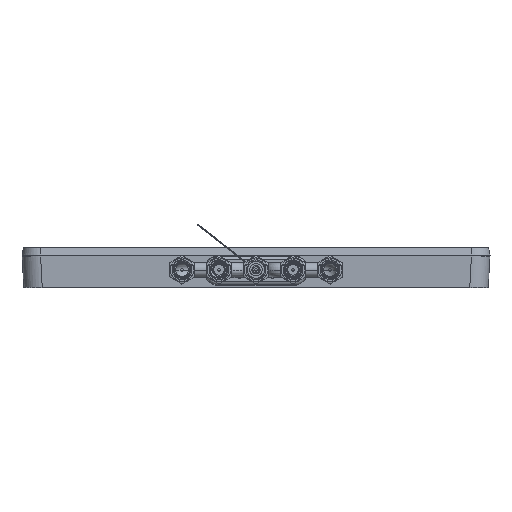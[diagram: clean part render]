
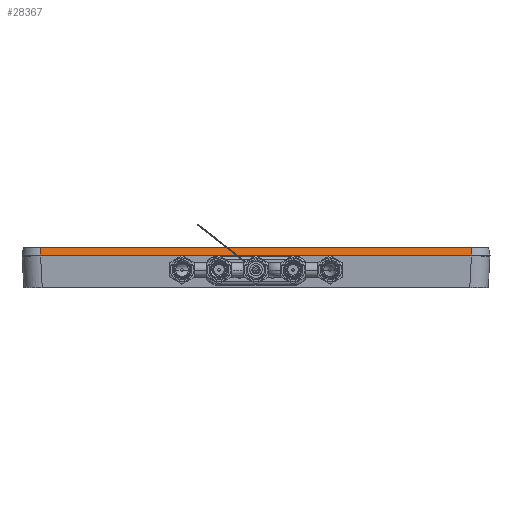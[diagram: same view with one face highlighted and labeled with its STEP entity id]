
A CAD part, top view. The second image highlights one B-rep face of the part: STEP entity #28367.
In plain terms, the highlighted planar face has unit normal (0, 0.191, 0.982).
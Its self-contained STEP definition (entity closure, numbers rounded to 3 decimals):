
#161 = B_SPLINE_CURVE_WITH_KNOTS ( 'NONE', 3,
 ( #15074, #41289, #31621, #18515 ),
 .UNSPECIFIED., .F., .F.,
 ( 4, 4 ),
 ( 0., 1. ),
 .UNSPECIFIED. ) ;
#229 = CARTESIAN_POINT ( 'NONE',  ( 70.006, 12.167, 28.962 ) ) ;
#354 = ORIENTED_EDGE ( 'NONE', *, *, #25448, .T. ) ;
#2403 = CARTESIAN_POINT ( 'NONE',  ( -23.335, 10.5, 29.286 ) ) ;
#3142 = FACE_OUTER_BOUND ( 'NONE', #31742, .T. ) ;
#3968 = CARTESIAN_POINT ( 'NONE',  ( 70.006, 13., 28.8 ) ) ;
#3971 = ORIENTED_EDGE ( 'NONE', *, *, #13948, .T. ) ;
#8557 = B_SPLINE_CURVE_WITH_KNOTS ( 'NONE', 3,
 ( #39281, #39562, #229, #3968 ),
 .UNSPECIFIED., .F., .F.,
 ( 4, 4 ),
 ( 0., 1. ),
 .UNSPECIFIED. ) ;
#9627 = B_SPLINE_CURVE_WITH_KNOTS ( 'NONE', 3,
 ( #21679, #2403, #12054, #21811 ),
 .UNSPECIFIED., .F., .F.,
 ( 4, 4 ),
 ( 0., 1. ),
 .UNSPECIFIED. ) ;
#9766 = CARTESIAN_POINT ( 'NONE',  ( -70.006, 10.5, 29.286 ) ) ;
#11819 = VERTEX_POINT ( 'NONE', #17861 ) ;
#12054 = CARTESIAN_POINT ( 'NONE',  ( 23.335, 10.5, 29.286 ) ) ;
#12610 = AXIS2_PLACEMENT_3D ( 'NONE', #22605, #22888, #36285 ) ;
#12698 = PLANE ( 'NONE',  #12610 ) ;
#13948 = EDGE_CURVE ( 'NONE', #35860, #11819, #161, .T. ) ;
#15074 = CARTESIAN_POINT ( 'NONE',  ( 70.006, 13., 28.8 ) ) ;
#15289 = VERTEX_POINT ( 'NONE', #36174 ) ;
#17861 = CARTESIAN_POINT ( 'NONE',  ( -70.006, 13., 28.8 ) ) ;
#18300 = EDGE_CURVE ( 'NONE', #32694, #11819, #25930, .T. ) ;
#18515 = CARTESIAN_POINT ( 'NONE',  ( -70.006, 13., 28.8 ) ) ;
#21221 = EDGE_CURVE ( 'NONE', #32694, #15289, #9627, .T. ) ;
#21679 = CARTESIAN_POINT ( 'NONE',  ( -70.006, 10.5, 29.286 ) ) ;
#21811 = CARTESIAN_POINT ( 'NONE',  ( 70.006, 10.5, 29.286 ) ) ;
#22605 = CARTESIAN_POINT ( 'NONE',  ( -70.006, 13., 28.8 ) ) ;
#22888 = DIRECTION ( 'NONE',  ( 0., 0.191, 0.982 ) ) ;
#25448 = EDGE_CURVE ( 'NONE', #15289, #35860, #8557, .T. ) ;
#25930 = B_SPLINE_CURVE_WITH_KNOTS ( 'NONE', 1,
 ( #34407, #30646 ),
 .UNSPECIFIED., .F., .F.,
 ( 2, 2 ),
 ( 0., 1. ),
 .UNSPECIFIED. ) ;
#26122 = ORIENTED_EDGE ( 'NONE', *, *, #18300, .F. ) ;
#28367 = ADVANCED_FACE ( 'NONE', ( #3142 ), #12698, .T. ) ;
#30646 = CARTESIAN_POINT ( 'NONE',  ( -70.006, 13., 28.8 ) ) ;
#31621 = CARTESIAN_POINT ( 'NONE',  ( -23.335, 13., 28.8 ) ) ;
#31742 = EDGE_LOOP ( 'NONE', ( #37211, #354, #3971, #26122 ) ) ;
#32694 = VERTEX_POINT ( 'NONE', #9766 ) ;
#34407 = CARTESIAN_POINT ( 'NONE',  ( -70.006, 10.5, 29.286 ) ) ;
#35860 = VERTEX_POINT ( 'NONE', #40338 ) ;
#36174 = CARTESIAN_POINT ( 'NONE',  ( 70.006, 10.5, 29.286 ) ) ;
#36285 = DIRECTION ( 'NONE',  ( 1., 0., 0. ) ) ;
#37211 = ORIENTED_EDGE ( 'NONE', *, *, #21221, .T. ) ;
#39281 = CARTESIAN_POINT ( 'NONE',  ( 70.006, 10.5, 29.286 ) ) ;
#39562 = CARTESIAN_POINT ( 'NONE',  ( 70.006, 11.333, 29.124 ) ) ;
#40338 = CARTESIAN_POINT ( 'NONE',  ( 70.006, 13., 28.8 ) ) ;
#41289 = CARTESIAN_POINT ( 'NONE',  ( 23.335, 13., 28.8 ) ) ;
